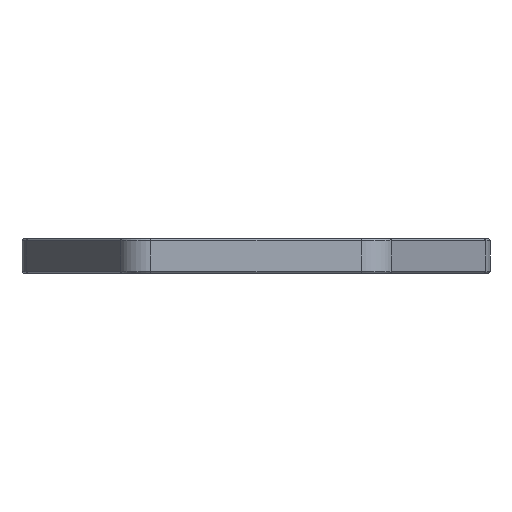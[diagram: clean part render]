
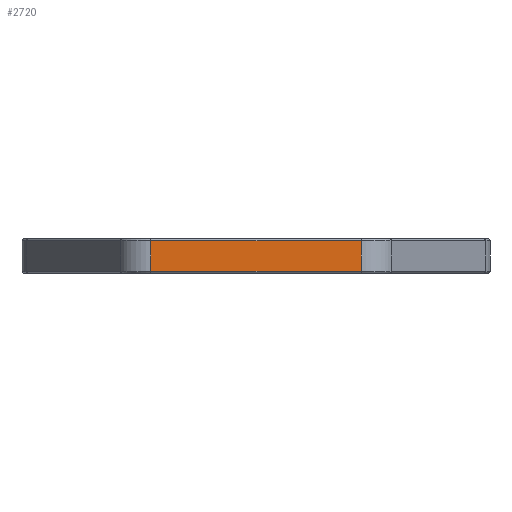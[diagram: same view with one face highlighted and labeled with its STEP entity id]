
A CAD part, front view. The second image highlights one B-rep face of the part: STEP entity #2720.
In plain terms, the highlighted planar face has unit normal (0, -1, 0).
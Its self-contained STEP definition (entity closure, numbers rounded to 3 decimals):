
#72 = DIRECTION ( 'NONE',  ( 0., 0., 1. ) ) ;
#76 = LINE ( 'NONE', #3038, #3176 ) ;
#87 = CARTESIAN_POINT ( 'NONE',  ( 4.241, -4.459, 2.85 ) ) ;
#134 = CARTESIAN_POINT ( 'NONE',  ( 22.662, -4.459, 0.15 ) ) ;
#165 = VECTOR ( 'NONE', #2880, 1000. ) ;
#347 = CARTESIAN_POINT ( 'NONE',  ( 22.662, -4.459, 0.15 ) ) ;
#371 = CARTESIAN_POINT ( 'NONE',  ( 4.241, -4.459, 3. ) ) ;
#377 = EDGE_LOOP ( 'NONE', ( #2934, #1330, #3385, #2025 ) ) ;
#493 = CARTESIAN_POINT ( 'NONE',  ( 2.451, -4.459, 2.85 ) ) ;
#549 = VECTOR ( 'NONE', #1070, 1000. ) ;
#788 = LINE ( 'NONE', #493, #165 ) ;
#942 = DIRECTION ( 'NONE',  ( 0., 1., 0. ) ) ;
#985 = LINE ( 'NONE', #371, #2109 ) ;
#1070 = DIRECTION ( 'NONE',  ( 1., 0., 0. ) ) ;
#1222 = DIRECTION ( 'NONE',  ( 0., 0., 1. ) ) ;
#1288 = AXIS2_PLACEMENT_3D ( 'NONE', #2465, #942, #72 ) ;
#1330 = ORIENTED_EDGE ( 'NONE', *, *, #1674, .T. ) ;
#1340 = EDGE_CURVE ( 'NONE', #2785, #2541, #76, .T. ) ;
#1486 = EDGE_CURVE ( 'NONE', #2541, #2188, #788, .T. ) ;
#1674 = EDGE_CURVE ( 'NONE', #3375, #2785, #2813, .T. ) ;
#1766 = EDGE_CURVE ( 'NONE', #2188, #3375, #985, .T. ) ;
#2025 = ORIENTED_EDGE ( 'NONE', *, *, #1486, .T. ) ;
#2102 = DIRECTION ( 'NONE',  ( 0., 0., -1. ) ) ;
#2109 = VECTOR ( 'NONE', #2102, 1000. ) ;
#2188 = VERTEX_POINT ( 'NONE', #87 ) ;
#2465 = CARTESIAN_POINT ( 'NONE',  ( 2.451, -4.459, 3. ) ) ;
#2541 = VERTEX_POINT ( 'NONE', #2704 ) ;
#2704 = CARTESIAN_POINT ( 'NONE',  ( 22.662, -4.459, 2.85 ) ) ;
#2720 = ADVANCED_FACE ( 'NONE', ( #2753 ), #3074, .F. ) ;
#2753 = FACE_OUTER_BOUND ( 'NONE', #377, .T. ) ;
#2785 = VERTEX_POINT ( 'NONE', #347 ) ;
#2813 = LINE ( 'NONE', #134, #549 ) ;
#2880 = DIRECTION ( 'NONE',  ( -1., 0., 0. ) ) ;
#2934 = ORIENTED_EDGE ( 'NONE', *, *, #1766, .T. ) ;
#3038 = CARTESIAN_POINT ( 'NONE',  ( 22.662, -4.459, 3. ) ) ;
#3074 = PLANE ( 'NONE',  #1288 ) ;
#3176 = VECTOR ( 'NONE', #1222, 1000. ) ;
#3188 = CARTESIAN_POINT ( 'NONE',  ( 4.241, -4.459, 0.15 ) ) ;
#3375 = VERTEX_POINT ( 'NONE', #3188 ) ;
#3385 = ORIENTED_EDGE ( 'NONE', *, *, #1340, .T. ) ;
